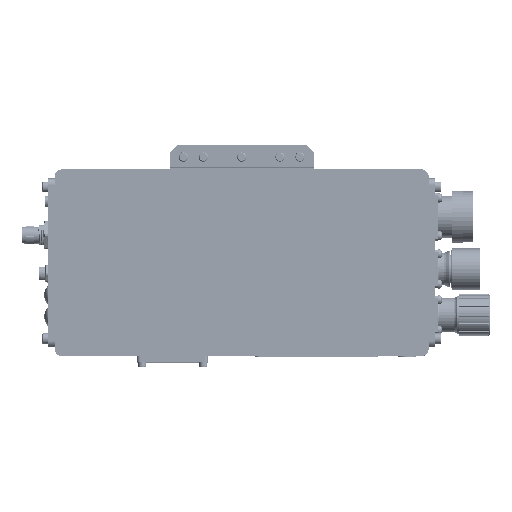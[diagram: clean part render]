
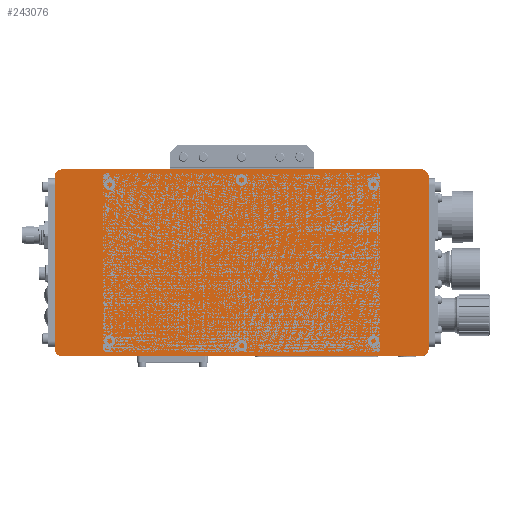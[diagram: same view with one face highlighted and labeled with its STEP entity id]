
A CAD part, top view. The second image highlights one B-rep face of the part: STEP entity #243076.
In plain terms, the highlighted planar face has unit normal (0, 0, 1).
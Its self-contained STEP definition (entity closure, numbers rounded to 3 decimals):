
#1560 = ORIENTED_EDGE ( 'NONE', *, *, #104798, .T. ) ;
#2836 = CARTESIAN_POINT ( 'NONE',  ( 122., -13., 50. ) ) ;
#8359 = VERTEX_POINT ( 'NONE', #184301 ) ;
#14255 = CIRCLE ( 'NONE', #60882, 5. ) ;
#22773 = ORIENTED_EDGE ( 'NONE', *, *, #252806, .T. ) ;
#25722 = CARTESIAN_POINT ( 'NONE',  ( -117., -130., 50. ) ) ;
#26293 = CARTESIAN_POINT ( 'NONE',  ( 117., -130., 50. ) ) ;
#26717 = DIRECTION ( 'NONE',  ( 0., 0., 1. ) ) ;
#27156 = EDGE_CURVE ( 'NONE', #236321, #61612, #35013, .T. ) ;
#28181 = PLANE ( 'NONE',  #102366 ) ;
#28427 = CARTESIAN_POINT ( 'NONE',  ( 47., -8., 50. ) ) ;
#30027 = EDGE_CURVE ( 'NONE', #251140, #237167, #233932, .T. ) ;
#35013 = CIRCLE ( 'NONE', #261811, 5. ) ;
#42782 = VECTOR ( 'NONE', #230305, 1000. ) ;
#50334 = FACE_OUTER_BOUND ( 'NONE', #198873, .T. ) ;
#54773 = VERTEX_POINT ( 'NONE', #59403 ) ;
#59403 = CARTESIAN_POINT ( 'NONE',  ( 122., -13., 50. ) ) ;
#60882 = AXIS2_PLACEMENT_3D ( 'NONE', #102287, #259015, #192336 ) ;
#61612 = VERTEX_POINT ( 'NONE', #179214 ) ;
#62530 = EDGE_CURVE ( 'NONE', #109245, #8359, #14255, .T. ) ;
#64444 = DIRECTION ( 'NONE',  ( -1., 0., 0. ) ) ;
#68457 = LINE ( 'NONE', #28427, #204120 ) ;
#78019 = CARTESIAN_POINT ( 'NONE',  ( -122., -125., 50. ) ) ;
#78246 = CIRCLE ( 'NONE', #163183, 5. ) ;
#86350 = CARTESIAN_POINT ( 'NONE',  ( 117., -13., 50. ) ) ;
#91872 = ORIENTED_EDGE ( 'NONE', *, *, #106880, .T. ) ;
#97388 = VECTOR ( 'NONE', #285761, 1000. ) ;
#102287 = CARTESIAN_POINT ( 'NONE',  ( -117., -13., 50. ) ) ;
#102366 = AXIS2_PLACEMENT_3D ( 'NONE', #250045, #137556, #206985 ) ;
#104798 = EDGE_CURVE ( 'NONE', #176695, #109245, #68457, .T. ) ;
#106880 = EDGE_CURVE ( 'NONE', #8359, #251140, #198314, .T. ) ;
#109245 = VERTEX_POINT ( 'NONE', #258449 ) ;
#115366 = DIRECTION ( 'NONE',  ( -1., 0., 0. ) ) ;
#130015 = ORIENTED_EDGE ( 'NONE', *, *, #151704, .T. ) ;
#135290 = CARTESIAN_POINT ( 'NONE',  ( 117., -125., 50. ) ) ;
#137556 = DIRECTION ( 'NONE',  ( 0., 0., -1. ) ) ;
#139332 = AXIS2_PLACEMENT_3D ( 'NONE', #250058, #26717, #115366 ) ;
#140819 = ORIENTED_EDGE ( 'NONE', *, *, #62530, .T. ) ;
#151704 = EDGE_CURVE ( 'NONE', #61612, #54773, #160949, .T. ) ;
#160949 = LINE ( 'NONE', #2836, #194421 ) ;
#163183 = AXIS2_PLACEMENT_3D ( 'NONE', #86350, #259798, #179309 ) ;
#176150 = ORIENTED_EDGE ( 'NONE', *, *, #210167, .T. ) ;
#176695 = VERTEX_POINT ( 'NONE', #200667 ) ;
#177366 = DIRECTION ( 'NONE',  ( 0., 1., 0. ) ) ;
#179214 = CARTESIAN_POINT ( 'NONE',  ( 122., -125., 50. ) ) ;
#179309 = DIRECTION ( 'NONE',  ( -1., 0., 0. ) ) ;
#184301 = CARTESIAN_POINT ( 'NONE',  ( -122., -13., 50. ) ) ;
#185896 = LINE ( 'NONE', #26293, #42782 ) ;
#192336 = DIRECTION ( 'NONE',  ( -1., 0., 0. ) ) ;
#194421 = VECTOR ( 'NONE', #177366, 1000. ) ;
#198314 = LINE ( 'NONE', #241339, #97388 ) ;
#198873 = EDGE_LOOP ( 'NONE', ( #1560, #140819, #91872, #242484, #176150, #257350, #130015, #22773 ) ) ;
#200667 = CARTESIAN_POINT ( 'NONE',  ( 117., -8., 50. ) ) ;
#201781 = DIRECTION ( 'NONE',  ( 0., 0., 1. ) ) ;
#204120 = VECTOR ( 'NONE', #271064, 1000. ) ;
#206985 = DIRECTION ( 'NONE',  ( -1., 0., 0. ) ) ;
#210167 = EDGE_CURVE ( 'NONE', #237167, #236321, #185896, .T. ) ;
#230305 = DIRECTION ( 'NONE',  ( 1., 0., 0. ) ) ;
#233932 = CIRCLE ( 'NONE', #139332, 5. ) ;
#236321 = VERTEX_POINT ( 'NONE', #259704 ) ;
#237167 = VERTEX_POINT ( 'NONE', #25722 ) ;
#241339 = CARTESIAN_POINT ( 'NONE',  ( -122., -125., 50. ) ) ;
#242484 = ORIENTED_EDGE ( 'NONE', *, *, #30027, .T. ) ;
#243076 = ADVANCED_FACE ( 'NONE', ( #50334 ), #28181, .F. ) ;
#250045 = CARTESIAN_POINT ( 'NONE',  ( 117., -125., 50. ) ) ;
#250058 = CARTESIAN_POINT ( 'NONE',  ( -117., -125., 50. ) ) ;
#251140 = VERTEX_POINT ( 'NONE', #78019 ) ;
#252806 = EDGE_CURVE ( 'NONE', #54773, #176695, #78246, .T. ) ;
#257350 = ORIENTED_EDGE ( 'NONE', *, *, #27156, .T. ) ;
#258449 = CARTESIAN_POINT ( 'NONE',  ( -117., -8., 50. ) ) ;
#259015 = DIRECTION ( 'NONE',  ( 0., 0., 1. ) ) ;
#259704 = CARTESIAN_POINT ( 'NONE',  ( 117., -130., 50. ) ) ;
#259798 = DIRECTION ( 'NONE',  ( 0., 0., 1. ) ) ;
#261811 = AXIS2_PLACEMENT_3D ( 'NONE', #135290, #201781, #64444 ) ;
#271064 = DIRECTION ( 'NONE',  ( -1., 0., 0. ) ) ;
#285761 = DIRECTION ( 'NONE',  ( 0., -1., 0. ) ) ;
